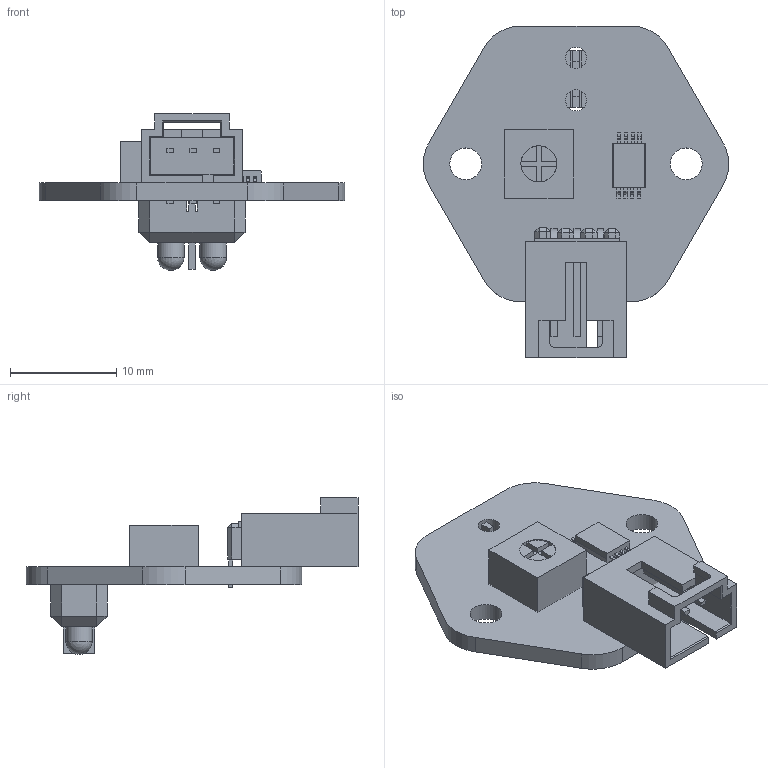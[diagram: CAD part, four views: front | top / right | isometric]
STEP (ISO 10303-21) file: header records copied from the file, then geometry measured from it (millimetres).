
FILE_DESCRIPTION(('FreeCAD Model'),'2;1');
FILE_NAME('ZumIR_uno.step','2014-11-12T19:33:49',('FreeCAD'),('FreeCAD'), 'Open CASCADE STEP processor 6.7','FreeCAD','Unknown');
FILE_SCHEMA(('AUTOMOTIVE_DESIGN_CC2 { 1 2 10303 214 -1 1 5 4 }'));
Length unit declared in the file: millimetre
Products named in the file (6): AlojaConectores; L358; Placa_ZumSingle; Fusion002; Conectores; Potenciometro001
Bounding box: 28.78 x 31.3 x 14.79 mm (x, y, z)
Volume: 1610.3 mm3; surface area: 2654.3 mm2
Topology: 6 solids, 6 shells, 346 faces, 896 edges, 574 vertices
Faces by surface type: plane 291, cylinder 53, sphere 2
Full cylindrical faces by diameter (mm): 2 x2, 2.5 x2, 3 x2, 3.4 x1
Entity records: 24256 total; most frequent: CARTESIAN_POINT 4160, DIRECTION 3129, LINE 2115, VECTOR 2115, ORIENTED_EDGE 1792, PCURVE 1784, DEFINITIONAL_REPRESENTATION 1784, EDGE_CURVE 892
